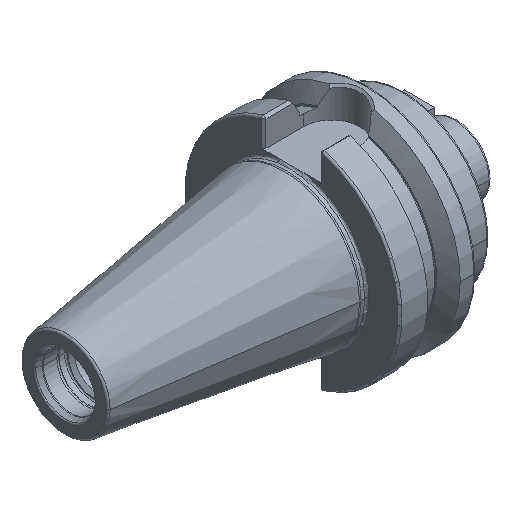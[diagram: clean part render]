
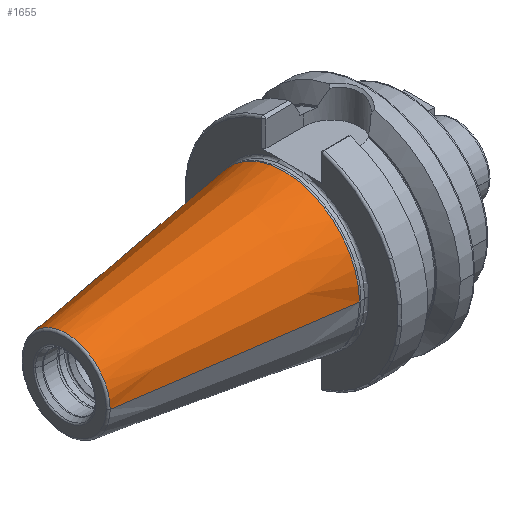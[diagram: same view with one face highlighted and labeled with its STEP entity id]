
A CAD part, isometric view. The second image highlights one B-rep face of the part: STEP entity #1655.
In plain terms, the highlighted conical face has half-angle 8.298 degrees and reference radius 27.519 mm.
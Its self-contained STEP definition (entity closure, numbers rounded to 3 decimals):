
#37=CARTESIAN_POINT('',(-100.944,0.,0.));
#38=DIRECTION('',(1.,0.,0.));
#39=DIRECTION('',(0.,1.,0.));
#40=AXIS2_PLACEMENT_3D('',#37,#38,#39);
#42=CARTESIAN_POINT('',(-0.619,0.,0.));
#43=DIRECTION('',(1.,0.,0.));
#44=DIRECTION('',(0.,1.,0.));
#45=AXIS2_PLACEMENT_3D('',#42,#43,#44);
#47=DIRECTION('',(-0.99,-0.144,0.));
#48=VECTOR('',#47,101.387);
#49=CARTESIAN_POINT('',(-0.619,34.835,0.));
#50=LINE('',#49,#48);
#51=DIRECTION('',(-0.99,0.144,0.));
#52=VECTOR('',#51,101.387);
#53=CARTESIAN_POINT('',(-0.619,-34.835,0.));
#54=LINE('',#53,#52);
#1302=CARTESIAN_POINT('',(-100.944,20.203,0.));
#1304=VERTEX_POINT('',#1302);
#1306=CARTESIAN_POINT('',(-100.944,-20.203,0.));
#1308=VERTEX_POINT('',#1306);
#1521=CARTESIAN_POINT('',(-0.619,34.835,0.));
#1522=VERTEX_POINT('',#1521);
#1523=CARTESIAN_POINT('',(-0.619,-34.835,0.));
#1524=VERTEX_POINT('',#1523);
#1641=CARTESIAN_POINT('',(-50.782,0.,0.));
#1642=DIRECTION('',(1.,0.,0.));
#1643=DIRECTION('',(0.,-1.,0.));
#1644=AXIS2_PLACEMENT_3D('',#1641,#1642,#1643);
#1645=CONICAL_SURFACE('',#1644,27.519,8.298);
#1647=ORIENTED_EDGE('',*,*,#1646,.F.);
#1649=ORIENTED_EDGE('',*,*,#1648,.T.);
#1651=ORIENTED_EDGE('',*,*,#1650,.T.);
#1652=ORIENTED_EDGE('',*,*,#1634,.F.);
#1653=EDGE_LOOP('',(#1647,#1649,#1651,#1652));
#1654=FACE_OUTER_BOUND('',#1653,.F.);
#1655=ADVANCED_FACE('',(#1654),#1645,.T.);
#41=CIRCLE('',#40,20.203);
#46=CIRCLE('',#45,34.835);
#1634=EDGE_CURVE('',#1304,#1308,#41,.T.);
#1646=EDGE_CURVE('',#1522,#1304,#50,.T.);
#1648=EDGE_CURVE('',#1522,#1524,#46,.T.);
#1650=EDGE_CURVE('',#1524,#1308,#54,.T.);
